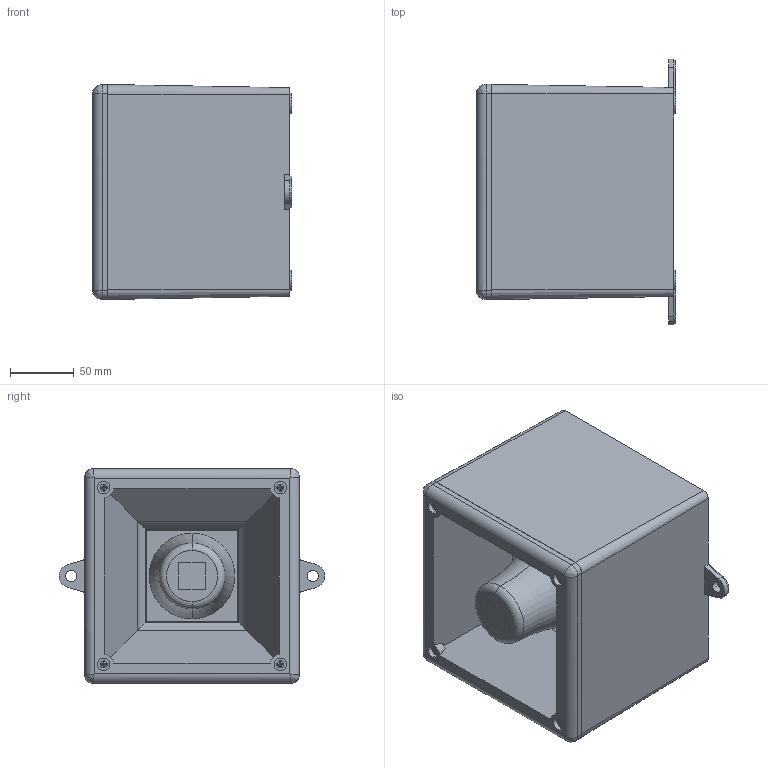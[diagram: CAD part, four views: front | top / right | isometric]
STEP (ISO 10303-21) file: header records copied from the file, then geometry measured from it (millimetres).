
FILE_DESCRIPTION (( 'STEP AP214' ), '1' );
FILE_NAME ('SK0109-3D.STEP', '2014-12-02T14:01:59', ( '' ), ( '' ), 'SwSTEP 2.0', 'SolidWorks 2014', '' );
FILE_SCHEMA (( 'AUTOMOTIVE_DESIGN' ));
Length unit declared in the file: millimetre
Products named in the file (12): SCSSPL6x35-Basic; D4702_Issue_A-Basic; D4701_Issue_A -Basic; D4703_Issue_A-Basic; SK0109-3D
Assembly tree (7 placements, depth 2):
  SCSSPL6x35-Basic
  SCSSPL6x35-Basic
  SCSSPL6x35-Basic
  D4702_Issue_A-Basic
  D4701_Issue_A -Basic
Bounding box: 156.5 x 208.96 x 169 mm (x, y, z)
Volume: 1943523.6 mm3; surface area: 340993.1 mm2
Topology: 8 solids, 8 shells, 361 faces, 859 edges, 520 vertices
Faces by surface type: plane 160, cylinder 139, cone 30, bspline 28, torus 4
Entity records: 7451 total; most frequent: CARTESIAN_POINT 1832, DIRECTION 1125, ORIENTED_EDGE 1086, EDGE_CURVE 543, AXIS2_PLACEMENT_3D 410, VERTEX_POINT 349, LINE 305, VECTOR 305
